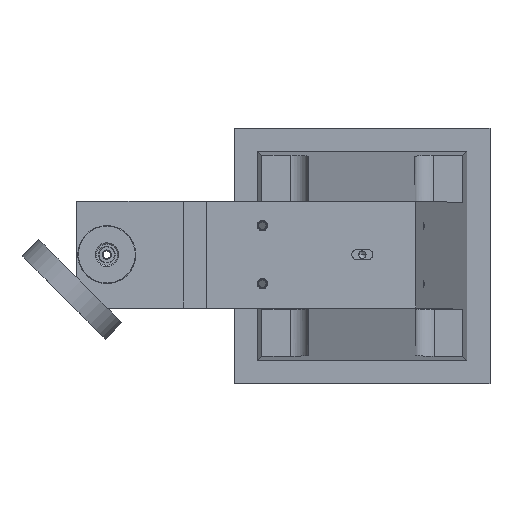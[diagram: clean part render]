
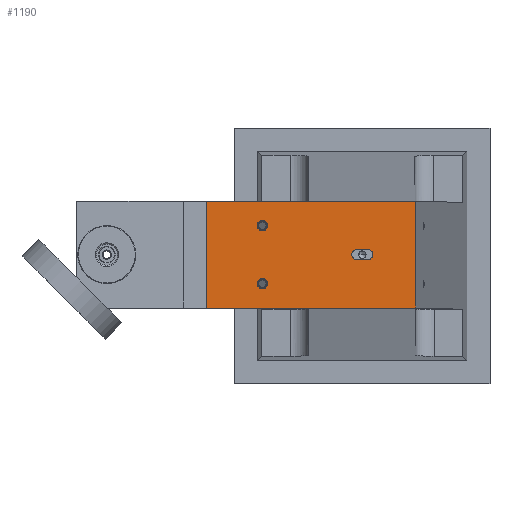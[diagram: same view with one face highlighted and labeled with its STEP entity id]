
A CAD part, top view. The second image highlights one B-rep face of the part: STEP entity #1190.
In plain terms, the highlighted planar face has unit normal (0, 0, 1).
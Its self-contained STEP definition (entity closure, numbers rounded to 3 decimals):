
#66=FACE_BOUND('',#350,.F.);
#67=FACE_BOUND('',#351,.F.);
#68=FACE_BOUND('',#352,.F.);
#138=PLANE('',#2705);
#210=FACE_OUTER_BOUND('',#353,.F.);
#350=EDGE_LOOP('',(#528,#529));
#351=EDGE_LOOP('',(#530,#531,#532,#533,#534,#535));
#352=EDGE_LOOP('',(#536,#537));
#353=EDGE_LOOP('',(#538,#539,#540,#541));
#528=ORIENTED_EDGE('',*,*,#2058,.T.);
#529=ORIENTED_EDGE('',*,*,#2057,.T.);
#530=ORIENTED_EDGE('',*,*,#2070,.T.);
#531=ORIENTED_EDGE('',*,*,#2069,.T.);
#532=ORIENTED_EDGE('',*,*,#2068,.T.);
#533=ORIENTED_EDGE('',*,*,#2067,.T.);
#534=ORIENTED_EDGE('',*,*,#2066,.T.);
#535=ORIENTED_EDGE('',*,*,#2065,.T.);
#536=ORIENTED_EDGE('',*,*,#2054,.T.);
#537=ORIENTED_EDGE('',*,*,#2053,.T.);
#538=ORIENTED_EDGE('',*,*,#2071,.T.);
#539=ORIENTED_EDGE('',*,*,#2074,.T.);
#540=ORIENTED_EDGE('',*,*,#2073,.T.);
#541=ORIENTED_EDGE('',*,*,#2072,.T.);
#1190=ADVANCED_FACE('',(#66,#67,#68,#210),#138,.T.);
#1501=LINE('',#3735,#1726);
#1502=LINE('',#3736,#1727);
#1503=LINE('',#3738,#1728);
#1504=LINE('',#3739,#1729);
#1505=LINE('',#3740,#1730);
#1506=LINE('',#3741,#1731);
#1507=LINE('',#3742,#1732);
#1508=LINE('',#3743,#1733);
#1726=VECTOR('',#2990,2.25);
#1727=VECTOR('',#2991,2.25);
#1728=VECTOR('',#2994,2.25);
#1729=VECTOR('',#2995,2.25);
#1730=VECTOR('',#2996,90.);
#1731=VECTOR('',#2997,46.);
#1732=VECTOR('',#2998,90.);
#1733=VECTOR('',#2999,46.);
#1951=CIRCLE('',#2695,2.25);
#1952=CIRCLE('',#2696,2.25);
#1955=CIRCLE('',#2699,2.25);
#1956=CIRCLE('',#2700,2.25);
#1959=CIRCLE('',#2703,2.25);
#1960=CIRCLE('',#2704,2.25);
#2053=EDGE_CURVE('',#2409,#2408,#1951,.T.);
#2054=EDGE_CURVE('',#2408,#2409,#1952,.T.);
#2057=EDGE_CURVE('',#2405,#2404,#1955,.T.);
#2058=EDGE_CURVE('',#2404,#2405,#1956,.T.);
#2065=EDGE_CURVE('',#2397,#2396,#1959,.T.);
#2066=EDGE_CURVE('',#2395,#2397,#1501,.T.);
#2067=EDGE_CURVE('',#2394,#2395,#1502,.T.);
#2068=EDGE_CURVE('',#2393,#2394,#1960,.T.);
#2069=EDGE_CURVE('',#2392,#2393,#1503,.T.);
#2070=EDGE_CURVE('',#2396,#2392,#1504,.T.);
#2071=EDGE_CURVE('',#2391,#2390,#1505,.T.);
#2072=EDGE_CURVE('',#2389,#2391,#1506,.T.);
#2073=EDGE_CURVE('',#2388,#2389,#1507,.T.);
#2074=EDGE_CURVE('',#2390,#2388,#1508,.T.);
#2388=VERTEX_POINT('',#3696);
#2389=VERTEX_POINT('',#3697);
#2390=VERTEX_POINT('',#3698);
#2391=VERTEX_POINT('',#3699);
#2392=VERTEX_POINT('',#3700);
#2393=VERTEX_POINT('',#3701);
#2394=VERTEX_POINT('',#3702);
#2395=VERTEX_POINT('',#3703);
#2396=VERTEX_POINT('',#3704);
#2397=VERTEX_POINT('',#3705);
#2404=VERTEX_POINT('',#3712);
#2405=VERTEX_POINT('',#3713);
#2408=VERTEX_POINT('',#3716);
#2409=VERTEX_POINT('',#3717);
#2695=AXIS2_PLACEMENT_3D('',#3722,#2968,#2969);
#2696=AXIS2_PLACEMENT_3D('',#3723,#2970,#2971);
#2699=AXIS2_PLACEMENT_3D('',#3726,#2976,#2977);
#2700=AXIS2_PLACEMENT_3D('',#3727,#2978,#2979);
#2703=AXIS2_PLACEMENT_3D('',#3734,#2988,#2989);
#2704=AXIS2_PLACEMENT_3D('',#3737,#2992,#2993);
#2705=AXIS2_PLACEMENT_3D('',#3760,#3016,#3017);
#2968=DIRECTION('',(0.,0.,1.));
#2969=DIRECTION('',(0.,1.,0.));
#2970=DIRECTION('',(0.,0.,1.));
#2971=DIRECTION('',(0.,-1.,0.));
#2976=DIRECTION('',(0.,0.,1.));
#2977=DIRECTION('',(0.,1.,0.));
#2978=DIRECTION('',(0.,0.,1.));
#2979=DIRECTION('',(0.,-1.,0.));
#2988=DIRECTION('',(0.,0.,1.));
#2989=DIRECTION('',(0.,1.,0.));
#2990=DIRECTION('',(-1.,0.,0.));
#2991=DIRECTION('',(-1.,0.,0.));
#2992=DIRECTION('',(0.,0.,1.));
#2993=DIRECTION('',(0.,-1.,0.));
#2994=DIRECTION('',(1.,0.,0.));
#2995=DIRECTION('',(1.,0.,0.));
#2996=DIRECTION('',(1.,0.,0.));
#2997=DIRECTION('',(0.,1.,0.));
#2998=DIRECTION('',(-1.,0.,0.));
#2999=DIRECTION('',(0.,-1.,0.));
#3016=DIRECTION('',(0.,0.,1.));
#3017=DIRECTION('',(0.,-1.,0.));
#3696=CARTESIAN_POINT('',(223.,-23.,342.));
#3697=CARTESIAN_POINT('',(133.,-23.,342.));
#3698=CARTESIAN_POINT('',(223.,23.,342.));
#3699=CARTESIAN_POINT('',(133.,23.,342.));
#3700=CARTESIAN_POINT('',(200.,-2.25,342.));
#3701=CARTESIAN_POINT('',(202.25,-2.25,342.));
#3702=CARTESIAN_POINT('',(202.25,2.25,342.));
#3703=CARTESIAN_POINT('',(200.,2.25,342.));
#3704=CARTESIAN_POINT('',(197.75,-2.25,342.));
#3705=CARTESIAN_POINT('',(197.75,2.25,342.));
#3712=CARTESIAN_POINT('',(157.,-14.75,342.));
#3713=CARTESIAN_POINT('',(157.,-10.25,342.));
#3716=CARTESIAN_POINT('',(157.,10.25,342.));
#3717=CARTESIAN_POINT('',(157.,14.75,342.));
#3722=CARTESIAN_POINT('',(157.,12.5,342.));
#3723=CARTESIAN_POINT('',(157.,12.5,342.));
#3726=CARTESIAN_POINT('',(157.,-12.5,342.));
#3727=CARTESIAN_POINT('',(157.,-12.5,342.));
#3734=CARTESIAN_POINT('',(197.75,0.,342.));
#3735=CARTESIAN_POINT('',(200.,2.25,342.));
#3736=CARTESIAN_POINT('',(202.25,2.25,342.));
#3737=CARTESIAN_POINT('',(202.25,0.,342.));
#3738=CARTESIAN_POINT('',(200.,-2.25,342.));
#3739=CARTESIAN_POINT('',(197.75,-2.25,342.));
#3740=CARTESIAN_POINT('',(133.,23.,342.));
#3741=CARTESIAN_POINT('',(133.,-23.,342.));
#3742=CARTESIAN_POINT('',(223.,-23.,342.));
#3743=CARTESIAN_POINT('',(223.,23.,342.));
#3760=CARTESIAN_POINT('',(132.1,23.9,342.));
